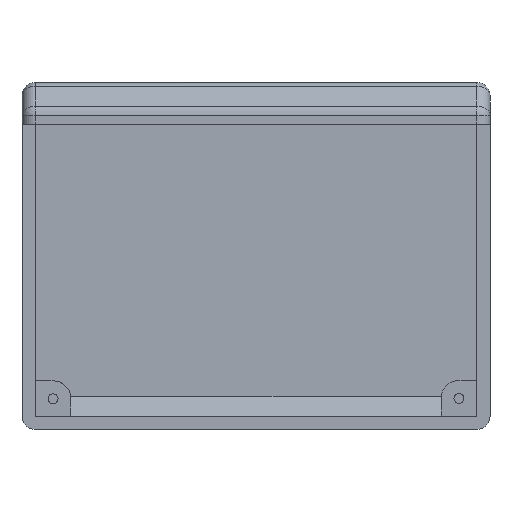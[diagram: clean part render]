
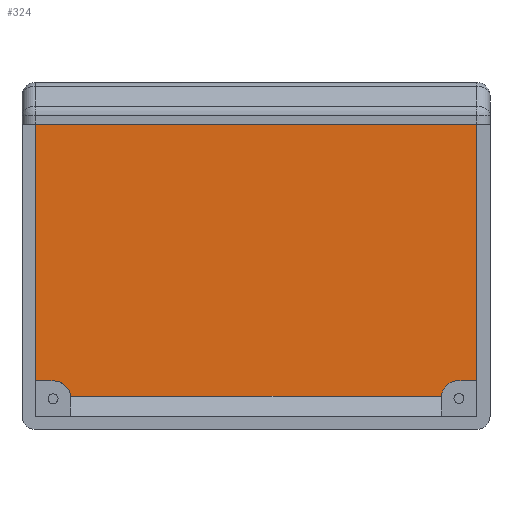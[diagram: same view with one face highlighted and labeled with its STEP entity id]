
A CAD part, front view. The second image highlights one B-rep face of the part: STEP entity #324.
In plain terms, the highlighted planar face has unit normal (0, -1, 0).
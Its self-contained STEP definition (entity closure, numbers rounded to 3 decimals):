
#299 = VERTEX_POINT('',#300);
#300 = CARTESIAN_POINT('',(-1.5,22.05,-36.45));
#306 = EDGE_CURVE('',#307,#299,#309,.T.);
#307 = VERTEX_POINT('',#308);
#308 = CARTESIAN_POINT('',(-4.2,22.05,-36.45));
#309 = LINE('',#310,#311);
#310 = CARTESIAN_POINT('',(-1.5,22.05,-36.45));
#311 = VECTOR('',#312,1.);
#312 = DIRECTION('',(1.,0.,0.));
#324 = ADVANCED_FACE('',(#325),#384,.F.);
#325 = FACE_BOUND('',#326,.F.);
#326 = EDGE_LOOP('',(#327,#337,#344,#345,#353,#361,#369,#377));
#327 = ORIENTED_EDGE('',*,*,#328,.F.);
#328 = EDGE_CURVE('',#329,#331,#333,.T.);
#329 = VERTEX_POINT('',#330);
#330 = CARTESIAN_POINT('',(1.177,22.05,-38.8));
#331 = VERTEX_POINT('',#332);
#332 = CARTESIAN_POINT('',(57.237,22.05,-38.8));
#333 = LINE('',#334,#335);
#334 = CARTESIAN_POINT('',(-4.2,22.05,-38.8));
#335 = VECTOR('',#336,1.);
#336 = DIRECTION('',(1.,0.,0.));
#337 = ORIENTED_EDGE('',*,*,#338,.F.);
#338 = EDGE_CURVE('',#299,#329,#339,.T.);
#339 = CIRCLE('',#340,2.7);
#340 = AXIS2_PLACEMENT_3D('',#341,#342,#343);
#341 = CARTESIAN_POINT('',(-1.5,22.05,-39.15));
#342 = DIRECTION('',(0.,1.,0.));
#343 = DIRECTION('',(0.,0.,1.));
#344 = ORIENTED_EDGE('',*,*,#306,.F.);
#345 = ORIENTED_EDGE('',*,*,#346,.F.);
#346 = EDGE_CURVE('',#347,#307,#349,.T.);
#347 = VERTEX_POINT('',#348);
#348 = CARTESIAN_POINT('',(-4.2,22.05,3.7));
#349 = LINE('',#350,#351);
#350 = CARTESIAN_POINT('',(-4.2,22.05,6.7));
#351 = VECTOR('',#352,1.);
#352 = DIRECTION('',(0.,0.,-1.));
#353 = ORIENTED_EDGE('',*,*,#354,.T.);
#354 = EDGE_CURVE('',#347,#355,#357,.T.);
#355 = VERTEX_POINT('',#356);
#356 = CARTESIAN_POINT('',(62.62,22.05,3.7));
#357 = LINE('',#358,#359);
#358 = CARTESIAN_POINT('',(-4.2,22.05,3.7));
#359 = VECTOR('',#360,1.);
#360 = DIRECTION('',(1.,0.,0.));
#361 = ORIENTED_EDGE('',*,*,#362,.T.);
#362 = EDGE_CURVE('',#355,#363,#365,.T.);
#363 = VERTEX_POINT('',#364);
#364 = CARTESIAN_POINT('',(62.62,22.05,-36.4));
#365 = LINE('',#366,#367);
#366 = CARTESIAN_POINT('',(62.62,22.05,6.7));
#367 = VECTOR('',#368,1.);
#368 = DIRECTION('',(0.,0.,-1.));
#369 = ORIENTED_EDGE('',*,*,#370,.T.);
#370 = EDGE_CURVE('',#363,#371,#373,.T.);
#371 = VERTEX_POINT('',#372);
#372 = CARTESIAN_POINT('',(59.92,22.05,-36.4));
#373 = LINE('',#374,#375);
#374 = CARTESIAN_POINT('',(26.51,22.05,-36.4));
#375 = VECTOR('',#376,1.);
#376 = DIRECTION('',(-1.,0.,0.));
#377 = ORIENTED_EDGE('',*,*,#378,.F.);
#378 = EDGE_CURVE('',#331,#371,#379,.T.);
#379 = CIRCLE('',#380,2.7);
#380 = AXIS2_PLACEMENT_3D('',#381,#382,#383);
#381 = CARTESIAN_POINT('',(59.92,22.05,-39.1));
#382 = DIRECTION('',(0.,1.,0.));
#383 = DIRECTION('',(0.,0.,1.));
#384 = PLANE('',#385);
#385 = AXIS2_PLACEMENT_3D('',#386,#387,#388);
#386 = CARTESIAN_POINT('',(-4.2,22.05,6.7));
#387 = DIRECTION('',(0.,1.,0.));
#388 = DIRECTION('',(0.,0.,-1.));
